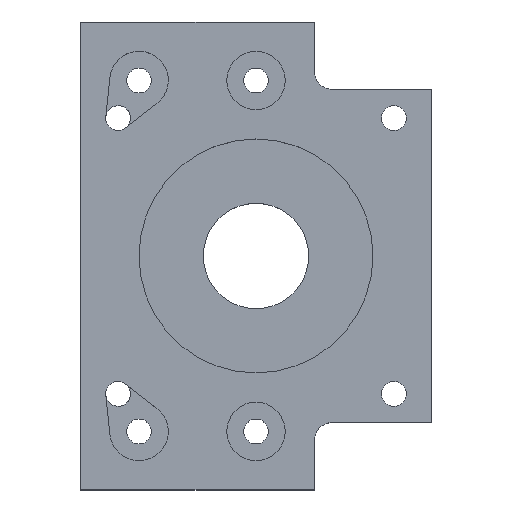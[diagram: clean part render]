
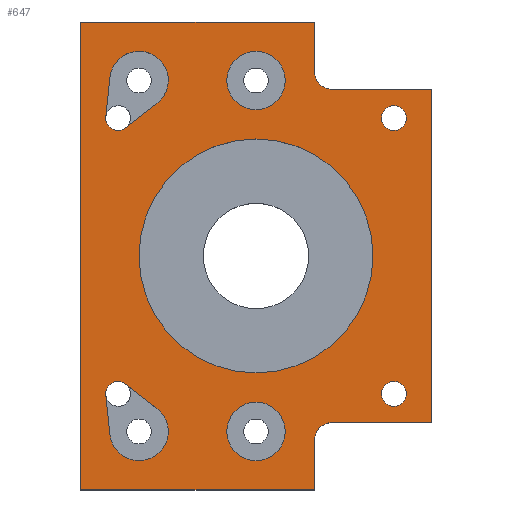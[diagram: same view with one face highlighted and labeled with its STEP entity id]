
A CAD part, top view. The second image highlights one B-rep face of the part: STEP entity #647.
In plain terms, the highlighted planar face has unit normal (0, 0, 1).
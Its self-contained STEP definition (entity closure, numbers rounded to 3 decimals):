
#24=FACE_BOUND('',#111,.T.);
#25=FACE_BOUND('',#112,.T.);
#26=FACE_BOUND('',#113,.T.);
#27=FACE_BOUND('',#114,.T.);
#28=FACE_BOUND('',#115,.T.);
#29=FACE_BOUND('',#116,.T.);
#30=FACE_BOUND('',#117,.T.);
#45=PLANE('',#709);
#66=FACE_OUTER_BOUND('',#110,.T.);
#110=EDGE_LOOP('',(#499,#500,#501,#502,#503,#504,#505,#506,#507,#508));
#111=EDGE_LOOP('',(#509));
#112=EDGE_LOOP('',(#510));
#113=EDGE_LOOP('',(#511));
#114=EDGE_LOOP('',(#512,#513,#514,#515,#516));
#115=EDGE_LOOP('',(#517,#518,#519,#520,#521));
#116=EDGE_LOOP('',(#522));
#117=EDGE_LOOP('',(#523));
#148=LINE('',#966,#202);
#153=LINE('',#981,#207);
#158=LINE('',#990,#212);
#161=LINE('',#996,#215);
#162=LINE('',#998,#216);
#167=LINE('',#1026,#221);
#169=LINE('',#1031,#223);
#173=LINE('',#1040,#227);
#177=LINE('',#1048,#231);
#178=LINE('',#1049,#232);
#179=LINE('',#1058,#233);
#180=LINE('',#1062,#234);
#202=VECTOR('',#768,10.);
#207=VECTOR('',#781,10.);
#212=VECTOR('',#788,10.);
#215=VECTOR('',#793,10.);
#216=VECTOR('',#796,10.);
#221=VECTOR('',#823,10.);
#223=VECTOR('',#827,10.);
#227=VECTOR('',#833,10.);
#231=VECTOR('',#839,10.);
#232=VECTOR('',#840,10.);
#233=VECTOR('',#847,10.);
#234=VECTOR('',#850,10.);
#254=CIRCLE('',#686,3.);
#256=CIRCLE('',#690,3.);
#267=CIRCLE('',#710,2.117);
#268=CIRCLE('',#711,2.117);
#269=CIRCLE('',#712,5.);
#270=CIRCLE('',#713,5.);
#271=CIRCLE('',#714,2.117);
#272=CIRCLE('',#715,2.117);
#273=CIRCLE('',#716,5.);
#274=CIRCLE('',#717,2.117);
#275=CIRCLE('',#718,2.117);
#276=CIRCLE('',#719,5.);
#277=CIRCLE('',#720,20.);
#290=VERTEX_POINT('',#956);
#291=VERTEX_POINT('',#957);
#294=VERTEX_POINT('',#965);
#296=VERTEX_POINT('',#971);
#297=VERTEX_POINT('',#972);
#300=VERTEX_POINT('',#980);
#303=VERTEX_POINT('',#988);
#305=VERTEX_POINT('',#994);
#317=VERTEX_POINT('',#1025);
#318=VERTEX_POINT('',#1029);
#319=VERTEX_POINT('',#1030);
#322=VERTEX_POINT('',#1038);
#323=VERTEX_POINT('',#1039);
#326=VERTEX_POINT('',#1047);
#327=VERTEX_POINT('',#1050);
#328=VERTEX_POINT('',#1052);
#329=VERTEX_POINT('',#1054);
#330=VERTEX_POINT('',#1056);
#331=VERTEX_POINT('',#1057);
#332=VERTEX_POINT('',#1059);
#333=VERTEX_POINT('',#1061);
#334=VERTEX_POINT('',#1063);
#335=VERTEX_POINT('',#1067);
#336=VERTEX_POINT('',#1070);
#337=VERTEX_POINT('',#1072);
#350=EDGE_CURVE('',#290,#291,#254,.T.);
#354=EDGE_CURVE('',#294,#291,#148,.T.);
#357=EDGE_CURVE('',#296,#297,#256,.T.);
#361=EDGE_CURVE('',#300,#297,#153,.T.);
#366=EDGE_CURVE('',#290,#303,#158,.T.);
#369=EDGE_CURVE('',#296,#305,#161,.T.);
#370=EDGE_CURVE('',#305,#294,#162,.T.);
#384=EDGE_CURVE('',#317,#300,#167,.T.);
#386=EDGE_CURVE('',#318,#319,#169,.T.);
#390=EDGE_CURVE('',#322,#323,#173,.T.);
#394=EDGE_CURVE('',#303,#326,#177,.T.);
#395=EDGE_CURVE('',#326,#317,#178,.T.);
#396=EDGE_CURVE('',#327,#327,#267,.T.);
#397=EDGE_CURVE('',#328,#328,#268,.T.);
#398=EDGE_CURVE('',#329,#329,#269,.T.);
#399=EDGE_CURVE('',#330,#331,#179,.T.);
#400=EDGE_CURVE('',#331,#332,#270,.T.);
#401=EDGE_CURVE('',#332,#333,#180,.T.);
#402=EDGE_CURVE('',#333,#334,#271,.T.);
#403=EDGE_CURVE('',#334,#330,#272,.T.);
#404=EDGE_CURVE('',#323,#318,#273,.T.);
#405=EDGE_CURVE('',#319,#335,#274,.T.);
#406=EDGE_CURVE('',#335,#322,#275,.T.);
#407=EDGE_CURVE('',#336,#336,#276,.T.);
#408=EDGE_CURVE('',#337,#337,#277,.T.);
#499=ORIENTED_EDGE('',*,*,#366,.T.);
#500=ORIENTED_EDGE('',*,*,#394,.T.);
#501=ORIENTED_EDGE('',*,*,#395,.T.);
#502=ORIENTED_EDGE('',*,*,#384,.T.);
#503=ORIENTED_EDGE('',*,*,#361,.T.);
#504=ORIENTED_EDGE('',*,*,#357,.F.);
#505=ORIENTED_EDGE('',*,*,#369,.T.);
#506=ORIENTED_EDGE('',*,*,#370,.T.);
#507=ORIENTED_EDGE('',*,*,#354,.T.);
#508=ORIENTED_EDGE('',*,*,#350,.F.);
#509=ORIENTED_EDGE('',*,*,#396,.T.);
#510=ORIENTED_EDGE('',*,*,#397,.T.);
#511=ORIENTED_EDGE('',*,*,#398,.T.);
#512=ORIENTED_EDGE('',*,*,#399,.T.);
#513=ORIENTED_EDGE('',*,*,#400,.T.);
#514=ORIENTED_EDGE('',*,*,#401,.T.);
#515=ORIENTED_EDGE('',*,*,#402,.T.);
#516=ORIENTED_EDGE('',*,*,#403,.T.);
#517=ORIENTED_EDGE('',*,*,#390,.T.);
#518=ORIENTED_EDGE('',*,*,#404,.T.);
#519=ORIENTED_EDGE('',*,*,#386,.T.);
#520=ORIENTED_EDGE('',*,*,#405,.T.);
#521=ORIENTED_EDGE('',*,*,#406,.T.);
#522=ORIENTED_EDGE('',*,*,#407,.T.);
#523=ORIENTED_EDGE('',*,*,#408,.T.);
#647=ADVANCED_FACE('',(#66,#24,#25,#26,#27,#28,#29,#30),#45,.T.);
#686=AXIS2_PLACEMENT_3D('',#958,#760,#761);
#690=AXIS2_PLACEMENT_3D('',#973,#773,#774);
#709=AXIS2_PLACEMENT_3D('',#1046,#837,#838);
#710=AXIS2_PLACEMENT_3D('',#1051,#841,#842);
#711=AXIS2_PLACEMENT_3D('',#1053,#843,#844);
#712=AXIS2_PLACEMENT_3D('',#1055,#845,#846);
#713=AXIS2_PLACEMENT_3D('',#1060,#848,#849);
#714=AXIS2_PLACEMENT_3D('',#1064,#851,#852);
#715=AXIS2_PLACEMENT_3D('',#1065,#853,#854);
#716=AXIS2_PLACEMENT_3D('',#1066,#855,#856);
#717=AXIS2_PLACEMENT_3D('',#1068,#857,#858);
#718=AXIS2_PLACEMENT_3D('',#1069,#859,#860);
#719=AXIS2_PLACEMENT_3D('',#1071,#861,#862);
#720=AXIS2_PLACEMENT_3D('',#1073,#863,#864);
#760=DIRECTION('center_axis',(0.,0.,1.));
#761=DIRECTION('ref_axis',(-0.707,-0.707,0.));
#768=DIRECTION('',(-1.,0.,0.));
#773=DIRECTION('center_axis',(0.,0.,1.));
#774=DIRECTION('ref_axis',(-0.707,0.707,0.));
#781=DIRECTION('',(0.,1.,0.));
#788=DIRECTION('',(0.,1.,0.));
#793=DIRECTION('',(1.,0.,0.));
#796=DIRECTION('',(0.,1.,0.));
#823=DIRECTION('',(1.,0.,0.));
#827=DIRECTION('',(-0.104,0.995,0.));
#833=DIRECTION('',(0.789,-0.614,0.));
#837=DIRECTION('center_axis',(0.,0.,1.));
#838=DIRECTION('ref_axis',(1.,0.,0.));
#839=DIRECTION('',(-1.,0.,0.));
#840=DIRECTION('',(0.,-1.,0.));
#841=DIRECTION('center_axis',(0.,0.,-1.));
#842=DIRECTION('ref_axis',(1.,0.,0.));
#843=DIRECTION('center_axis',(0.,0.,-1.));
#844=DIRECTION('ref_axis',(1.,0.,0.));
#845=DIRECTION('center_axis',(0.,0.,-1.));
#846=DIRECTION('ref_axis',(1.,0.,0.));
#847=DIRECTION('',(0.104,0.995,0.));
#848=DIRECTION('center_axis',(0.,0.,-1.));
#849=DIRECTION('ref_axis',(1.,0.,0.));
#850=DIRECTION('',(-0.789,-0.614,0.));
#851=DIRECTION('center_axis',(0.,0.,-1.));
#852=DIRECTION('ref_axis',(1.,0.,0.));
#853=DIRECTION('center_axis',(0.,0.,-1.));
#854=DIRECTION('ref_axis',(1.,0.,0.));
#855=DIRECTION('center_axis',(0.,0.,-1.));
#856=DIRECTION('ref_axis',(1.,0.,0.));
#857=DIRECTION('center_axis',(0.,0.,-1.));
#858=DIRECTION('ref_axis',(1.,0.,0.));
#859=DIRECTION('center_axis',(0.,0.,-1.));
#860=DIRECTION('ref_axis',(1.,0.,0.));
#861=DIRECTION('center_axis',(0.,0.,-1.));
#862=DIRECTION('ref_axis',(1.,0.,0.));
#863=DIRECTION('center_axis',(0.,0.,-1.));
#864=DIRECTION('ref_axis',(1.,0.,0.));
#956=CARTESIAN_POINT('',(10.,31.5,8.));
#957=CARTESIAN_POINT('',(13.,28.5,8.));
#958=CARTESIAN_POINT('Origin',(13.,31.5,8.));
#965=CARTESIAN_POINT('',(30.,28.5,8.));
#966=CARTESIAN_POINT('',(15.,28.5,8.));
#971=CARTESIAN_POINT('',(13.,-28.5,8.));
#972=CARTESIAN_POINT('',(10.,-31.5,8.));
#973=CARTESIAN_POINT('Origin',(13.,-31.5,8.));
#980=CARTESIAN_POINT('',(10.,-40.,8.));
#981=CARTESIAN_POINT('',(10.,-20.,8.));
#988=CARTESIAN_POINT('',(10.,40.,8.));
#990=CARTESIAN_POINT('',(10.,14.25,8.));
#994=CARTESIAN_POINT('',(30.,-28.5,8.));
#996=CARTESIAN_POINT('',(5.,-28.5,8.));
#998=CARTESIAN_POINT('',(30.,40.,8.));
#1025=CARTESIAN_POINT('',(-30.,-40.,8.));
#1026=CARTESIAN_POINT('',(30.,-40.,8.));
#1029=CARTESIAN_POINT('',(-24.973,-30.519,8.));
#1030=CARTESIAN_POINT('',(-25.676,-23.79,8.));
#1031=CARTESIAN_POINT('',(-26.414,-16.714,8.));
#1038=CARTESIAN_POINT('',(-22.27,-21.899,8.));
#1039=CARTESIAN_POINT('',(-16.93,-26.054,8.));
#1040=CARTESIAN_POINT('',(-20.64,-23.167,8.));
#1046=CARTESIAN_POINT('Origin',(0.,0.,
8.));
#1047=CARTESIAN_POINT('',(-30.,40.,8.));
#1048=CARTESIAN_POINT('',(-30.,40.,8.));
#1049=CARTESIAN_POINT('',(-30.,-40.,8.));
#1050=CARTESIAN_POINT('',(21.453,-23.57,8.));
#1051=CARTESIAN_POINT('Origin',(23.57,-23.57,8.));
#1052=CARTESIAN_POINT('',(21.453,23.57,8.));
#1053=CARTESIAN_POINT('Origin',(23.57,23.57,8.));
#1054=CARTESIAN_POINT('',(-5.,-30.,8.));
#1055=CARTESIAN_POINT('Origin',(0.,-30.,8.));
#1056=CARTESIAN_POINT('',(-25.676,23.79,8.));
#1057=CARTESIAN_POINT('',(-24.973,30.519,8.));
#1058=CARTESIAN_POINT('',(-26.766,13.349,8.));
#1059=CARTESIAN_POINT('',(-16.93,26.054,8.));
#1060=CARTESIAN_POINT('Origin',(-20.,30.,8.));
#1061=CARTESIAN_POINT('',(-22.27,21.899,8.));
#1062=CARTESIAN_POINT('',(-17.97,25.245,8.));
#1063=CARTESIAN_POINT('',(-25.687,23.57,8.));
#1064=CARTESIAN_POINT('Origin',(-23.57,23.57,8.));
#1065=CARTESIAN_POINT('Origin',(-23.57,23.57,8.));
#1066=CARTESIAN_POINT('Origin',(-20.,-30.,8.));
#1067=CARTESIAN_POINT('',(-25.687,-23.57,8.));
#1068=CARTESIAN_POINT('Origin',(-23.57,-23.57,8.));
#1069=CARTESIAN_POINT('Origin',(-23.57,-23.57,8.));
#1070=CARTESIAN_POINT('',(-5.,30.,8.));
#1071=CARTESIAN_POINT('Origin',(0.,30.,8.));
#1072=CARTESIAN_POINT('',(-20.,0.,8.));
#1073=CARTESIAN_POINT('Origin',(0.,0.,8.));
